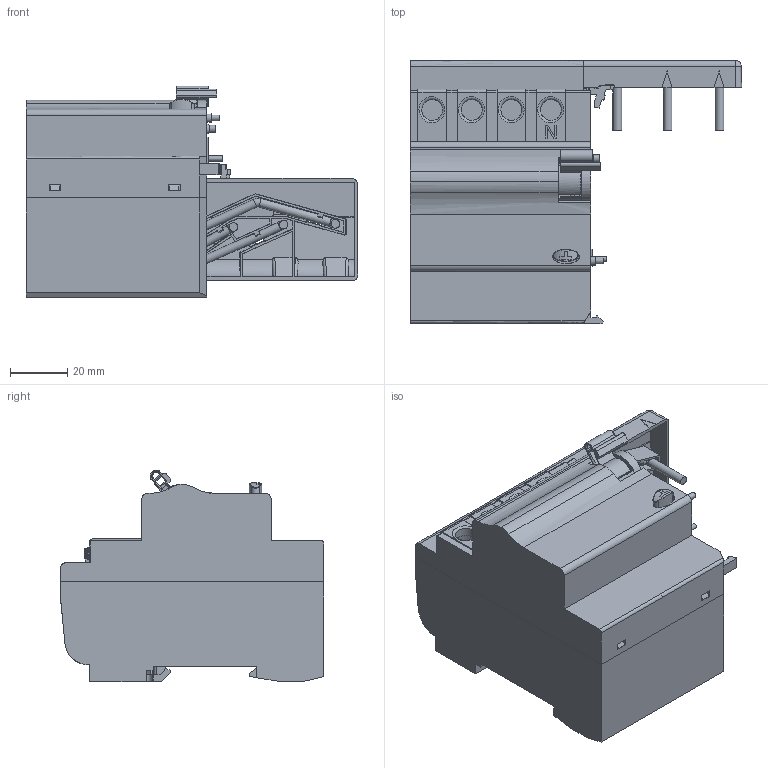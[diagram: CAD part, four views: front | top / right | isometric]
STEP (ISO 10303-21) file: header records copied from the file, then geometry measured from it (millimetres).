
FILE_DESCRIPTION(/* description */ (''),/* implementation_level */ '2;1');
FILE_NAME(/* name */ 'FILE_STP_CAD_DRAWING_3d_P1RA3P_prt.stp',/* time_stamp */ '2021-12-22T15:12:11+01:00',/* author */ (''),/* organization */ (''),/* preprocessor_version */ 'ST-DEVELOPER v16.7',/* originating_system */ 'SIEMENS PLM Software NX 12.0',/* authorisation */ '');
FILE_SCHEMA (('AUTOMOTIVE_DESIGN { 1 0 10303 214 3 1 1 1 }'));
Length unit declared in the file: millimetre
Products named in the file (1): 3d_P1RA3P
Bounding box: 115.29 x 91.74 x 73.72 mm (x, y, z)
Surface area: 58433.7 mm2 (no closed solid volume)
Topology: 0 solids, 70 shells, 689 faces, 2982 edges, 2303 vertices
Faces by surface type: plane 516, cylinder 128, bspline 25, torus 12, cone 7, sphere 1
Full cylindrical faces by diameter (mm): 1.4 x1, 1.8 x1, 1.971 x1, 2 x3, 2.5 x1, 3 x12, 3.6 x1, 5.065 x1, 10.498 x4, 25.2 x1
Entity records: 32738 total; most frequent: CARTESIAN_POINT 9377, ORIENTED_EDGE 4359, DIRECTION 4193, EDGE_CURVE 2933, VERTEX_POINT 2296, LINE 2109, VECTOR 2109, AXIS2_PLACEMENT_3D 1042
